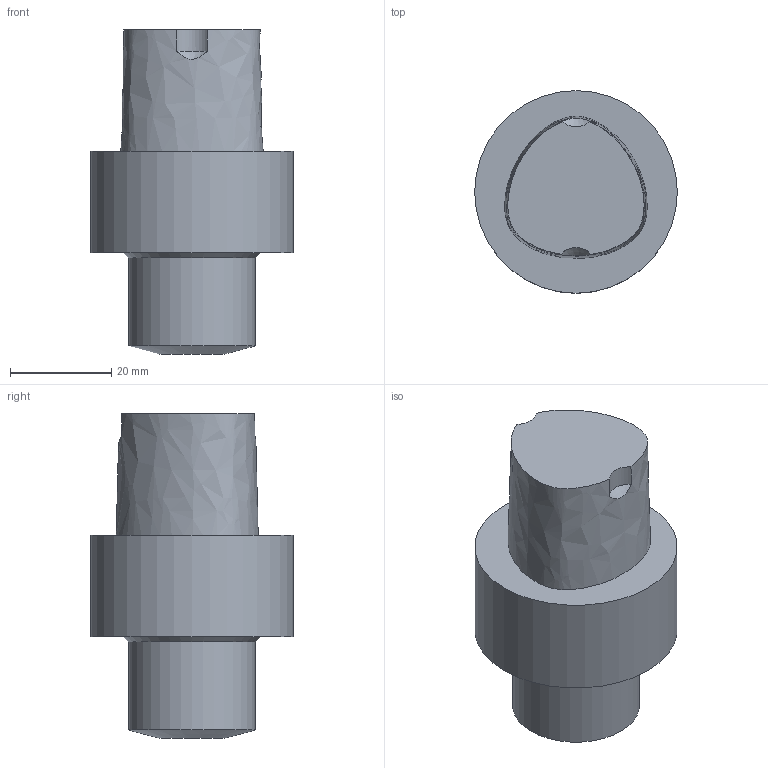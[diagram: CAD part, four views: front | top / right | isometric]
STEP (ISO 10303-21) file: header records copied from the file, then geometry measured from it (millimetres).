
FILE_DESCRIPTION((''),'1');
FILE_NAME('C4-BSL8-40.stp','2022-10-07T03:37:07',(''),(''),'Spatial Interop R21 SP3','Kubotek KeyCreator 2011 V10.0.2 (22737)',' ');
FILE_SCHEMA(('automotive_design'));
Length unit declared in the file: millimetre
Products named in the file (1): 240[2]
Bounding box: 40 x 40 x 64 mm (x, y, z)
Volume: 48651.7 mm3; surface area: 8462 mm2
Topology: 1 solids, 1 shells, 13 faces, 26 edges, 17 vertices
Faces by surface type: cone 4, cylinder 4, plane 4, bspline 1
Full cylindrical faces by diameter (mm): 25 x1, 40 x1
Entity records: 1750 total; most frequent: CARTESIAN_POINT 1214, PRESENTATION_STYLE_ASSIGNMENT 50, COLOUR_RGB 50, DIRECTION 46, ORIENTED_EDGE 44, STYLED_ITEM 36, CURVE_STYLE 36, DRAUGHTING_PRE_DEFINED_CURVE_FONT 36
